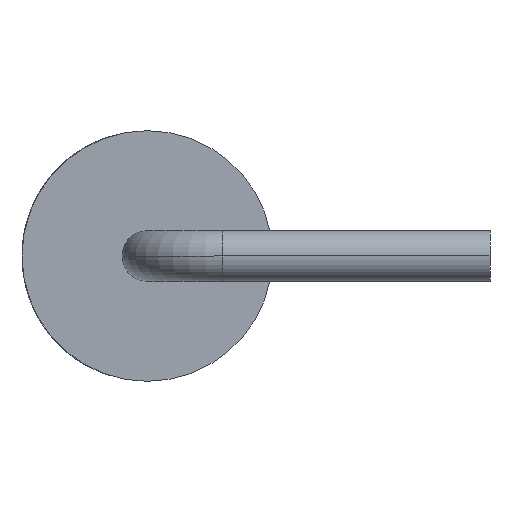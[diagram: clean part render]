
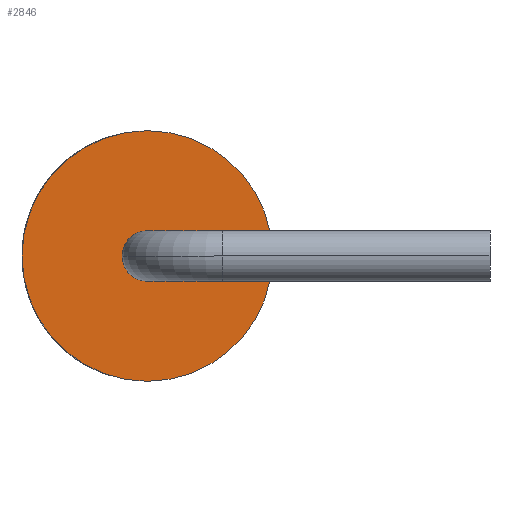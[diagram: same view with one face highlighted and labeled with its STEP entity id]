
A CAD part, left-side view. The second image highlights one B-rep face of the part: STEP entity #2846.
In plain terms, the highlighted planar face has unit normal (-1, 0, 0).
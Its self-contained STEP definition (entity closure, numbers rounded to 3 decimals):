
#88 = FACE_BOUND ( 'NONE', #1008, .T. ) ;
#127 = DIRECTION ( 'NONE',  ( -1., 0., 0. ) ) ;
#192 = ORIENTED_EDGE ( 'NONE', *, *, #1361, .F. ) ;
#250 = DIRECTION ( 'NONE',  ( 1., 0., 0. ) ) ;
#303 = EDGE_CURVE ( 'NONE', #5005, #371, #2850, .T. ) ;
#371 = VERTEX_POINT ( 'NONE', #5060 ) ;
#443 = PLANE ( 'NONE',  #650 ) ;
#521 = DIRECTION ( 'NONE',  ( 0., 0., -1. ) ) ;
#650 = AXIS2_PLACEMENT_3D ( 'NONE', #4763, #4790, #1674 ) ;
#705 = EDGE_CURVE ( 'NONE', #3552, #1148, #881, .T. ) ;
#881 = CIRCLE ( 'NONE', #1793, 2.65 ) ;
#1008 = EDGE_LOOP ( 'NONE', ( #192, #3097 ) ) ;
#1034 = DIRECTION ( 'NONE',  ( 0., 0., -1. ) ) ;
#1148 = VERTEX_POINT ( 'NONE', #2258 ) ;
#1361 = EDGE_CURVE ( 'NONE', #371, #5005, #4952, .T. ) ;
#1380 = ORIENTED_EDGE ( 'NONE', *, *, #3250, .F. ) ;
#1412 = CARTESIAN_POINT ( 'NONE',  ( 2.235, 4.65, -2.65 ) ) ;
#1674 = DIRECTION ( 'NONE',  ( 0., 0., -1. ) ) ;
#1793 = AXIS2_PLACEMENT_3D ( 'NONE', #1819, #250, #1034 ) ;
#1819 = CARTESIAN_POINT ( 'NONE',  ( 2.235, 4.65, 0. ) ) ;
#2258 = CARTESIAN_POINT ( 'NONE',  ( 2.235, 4.65, 2.65 ) ) ;
#2407 = FACE_OUTER_BOUND ( 'NONE', #4919, .T. ) ;
#2558 = CARTESIAN_POINT ( 'NONE',  ( 2.235, 4.65, 0. ) ) ;
#2846 = ADVANCED_FACE ( 'NONE', ( #88, #2407 ), #443, .F. ) ;
#2850 = CIRCLE ( 'NONE', #3107, 0.533 ) ;
#3097 = ORIENTED_EDGE ( 'NONE', *, *, #303, .F. ) ;
#3107 = AXIS2_PLACEMENT_3D ( 'NONE', #4881, #127, #3656 ) ;
#3202 = AXIS2_PLACEMENT_3D ( 'NONE', #2558, #4906, #4082 ) ;
#3250 = EDGE_CURVE ( 'NONE', #1148, #3552, #4721, .T. ) ;
#3552 = VERTEX_POINT ( 'NONE', #1412 ) ;
#3656 = DIRECTION ( 'NONE',  ( 0., 0., -1. ) ) ;
#3895 = ORIENTED_EDGE ( 'NONE', *, *, #705, .F. ) ;
#4082 = DIRECTION ( 'NONE',  ( 0., 0., -1. ) ) ;
#4381 = AXIS2_PLACEMENT_3D ( 'NONE', #4857, #4934, #521 ) ;
#4649 = CARTESIAN_POINT ( 'NONE',  ( 2.235, 5.183, 0. ) ) ;
#4721 = CIRCLE ( 'NONE', #4381, 2.65 ) ;
#4763 = CARTESIAN_POINT ( 'NONE',  ( 2.235, 4.65, 0. ) ) ;
#4790 = DIRECTION ( 'NONE',  ( 1., 0., 0. ) ) ;
#4857 = CARTESIAN_POINT ( 'NONE',  ( 2.235, 4.65, 0. ) ) ;
#4881 = CARTESIAN_POINT ( 'NONE',  ( 2.235, 4.65, 0. ) ) ;
#4906 = DIRECTION ( 'NONE',  ( -1., 0., 0. ) ) ;
#4919 = EDGE_LOOP ( 'NONE', ( #1380, #3895 ) ) ;
#4934 = DIRECTION ( 'NONE',  ( 1., 0., 0. ) ) ;
#4952 = CIRCLE ( 'NONE', #3202, 0.533 ) ;
#5005 = VERTEX_POINT ( 'NONE', #4649 ) ;
#5060 = CARTESIAN_POINT ( 'NONE',  ( 2.235, 4.116, 0. ) ) ;
